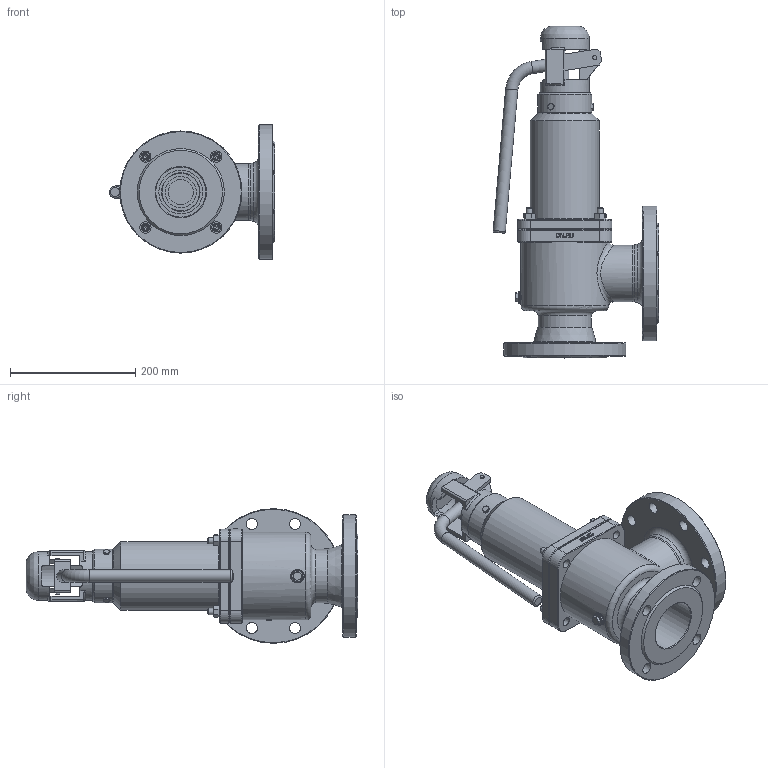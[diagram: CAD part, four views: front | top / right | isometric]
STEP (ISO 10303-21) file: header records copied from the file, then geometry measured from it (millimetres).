
FILE_DESCRIPTION(/* description */ (''),/* implementation_level */ '2;1');
FILE_NAME(/* name */ 'DN80_3D_STEP.stp',/* time_stamp */ '2025-10-22T01:30:33+03:00',/* author */ ('igorr'),/* organization */ (''),/* preprocessor_version */ 'ST-DEVELOPER v20',/* originating_system */ 'Autodesk Inventor 2025',/* authorisation */ '');
FILE_SCHEMA (('AUTOMOTIVE_DESIGN { 1 0 10303 214 3 1 1 }'));
Length unit declared in the file: millimetre
Products named in the file (11): Сборка1; Деталь1; Деталь2; Деталь3; Деталь4; Деталь5; ANSI B18.2.4.2M - M10x1,5; BS 4168 - M10 x 30; AS 1110 - M5 x 10; AS 1110 - M8 x 12; AS 1110 - M6 x 20
Assembly tree (20 placements, depth 2):
  Сборка1
    Деталь1
    Деталь2
    Деталь3
    Деталь4
    Деталь5
    ANSI B18.2.4.2M - M10x1,5  x4
    BS 4168 - M10 x 30  x4
    AS 1110 - M5 x 10  x3
    AS 1110 - M8 x 12
    AS 1110 - M6 x 20  x3
Bounding box: 264.42 x 530 x 215.01 mm (x, y, z)
Volume: 3699298.1 mm3; surface area: 737512.7 mm2
Topology: 21 solids, 22 shells, 737 faces, 1748 edges, 1090 vertices
Faces by surface type: plane 370, cylinder 144, cone 134, bspline 53, torus 36
Full cylindrical faces by diameter (mm): 4.745 x1, 5 x3, 6 x3, 6.5 x5, 8 x4, 8.376 x4, 9.1 x1, 10 x8, 13 x3, 14 x8, 15 x1, 18 x12, 19.5 x2, 20 x1, 26 x1, 40 x2, 50 x1, 58.5 x1, 60 x2, 61.633 x1, 70 x2, 76 x2, 78 x1, 80 x2, 84.5 x1, 85 x1, 85.8 x1, 90 x1, 100 x2, 110 x1
Entity records: 20753 total; most frequent: CARTESIAN_POINT 7803, ORIENTED_EDGE 2550, DIRECTION 2504, EDGE_CURVE 1275, AXIS2_PLACEMENT_3D 962, VERTEX_POINT 817, EDGE_LOOP 612, LINE 580
